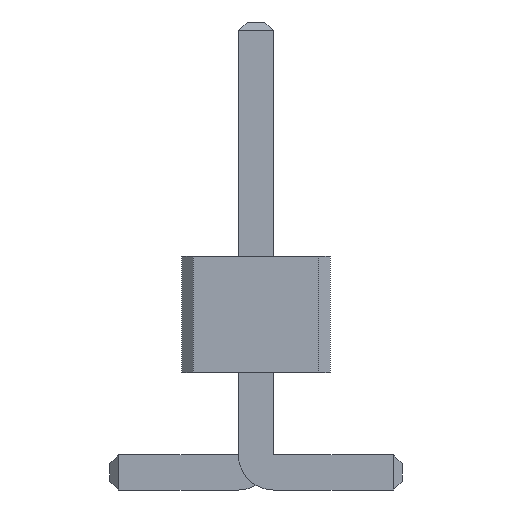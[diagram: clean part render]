
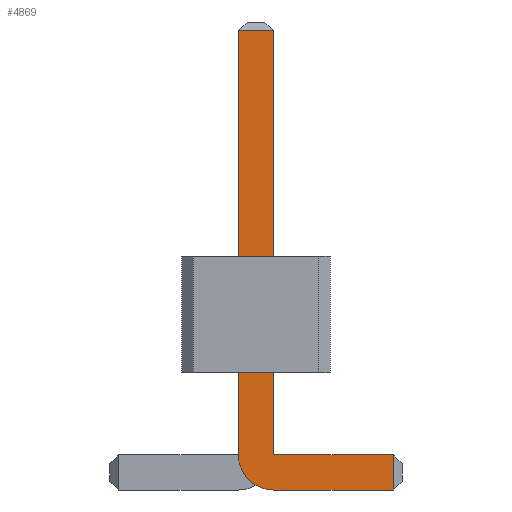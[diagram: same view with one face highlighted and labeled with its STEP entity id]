
A CAD part, front view. The second image highlights one B-rep face of the part: STEP entity #4869.
In plain terms, the highlighted planar face has unit normal (0, -1, 0).
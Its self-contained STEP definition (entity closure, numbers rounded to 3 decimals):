
#67=DIRECTION('',(1.,0.,0.));
#2207=VECTOR('',#67,1.);
#2260=DIRECTION('',(-1.,0.,0.));
#4397=VECTOR('',#2260,1.);
#4678=DIRECTION('',(-0.,1.,0.));
#4679=DIRECTION('',(0.,0.,-1.));
#4686=VECTOR('',#4687,1.);
#4687=DIRECTION('',(0.,0.,1.));
#4698=VECTOR('',#4679,1.);
#4710=DIRECTION('',(0.,1.,0.));
#4711=DIRECTION('',(1.,0.,0.));
#4718=VERTEX_POINT('',#4719);
#4719=CARTESIAN_POINT('',(1.175,-18.65,0.));
#4722=ORIENTED_EDGE('',*,*,#4723,.T.);
#4723=EDGE_CURVE('',#4718,#4724,#4726,.T.);
#4724=VERTEX_POINT('',#4725);
#4725=CARTESIAN_POINT('',(0.15,-18.65,0.));
#4726=LINE('',#4727,#4397);
#4727=CARTESIAN_POINT('',(1.25,-18.65,0.));
#4764=VERTEX_POINT('',#4765);
#4765=CARTESIAN_POINT('',(-0.15,-18.65,0.3));
#4768=EDGE_CURVE('',#4724,#4764,#4769,.T.);
#4769=CIRCLE('',#4770,0.3);
#4770=AXIS2_PLACEMENT_3D('',#4771,#4678,#4679);
#4771=CARTESIAN_POINT('',(0.15,-18.65,0.3));
#4780=VERTEX_POINT('',#4771);
#4782=ORIENTED_EDGE('',*,*,#4783,.T.);
#4783=EDGE_CURVE('',#4780,#4784,#4786,.T.);
#4784=VERTEX_POINT('',#4785);
#4785=CARTESIAN_POINT('',(1.175,-18.65,0.3));
#4786=LINE('',#4771,#2207);
#4796=ORIENTED_EDGE('',*,*,#4797,.T.);
#4797=EDGE_CURVE('',#4764,#4798,#4800,.T.);
#4798=VERTEX_POINT('',#4799);
#4799=CARTESIAN_POINT('',(-0.15,-18.65,3.925));
#4800=LINE('',#4801,#4686);
#4801=CARTESIAN_POINT('',(-0.15,-18.65,0.));
#4814=VERTEX_POINT('',#4815);
#4815=CARTESIAN_POINT('',(0.15,-18.65,3.925));
#4817=ORIENTED_EDGE('',*,*,#4818,.T.);
#4818=EDGE_CURVE('',#4814,#4780,#4819,.T.);
#4819=LINE('',#4820,#4698);
#4820=CARTESIAN_POINT('',(0.15,-18.65,4.));
#4869=ADVANCED_FACE('',(#4870),#4879,.F.);
#4870=FACE_BOUND('',#4871,.F.);
#4871=EDGE_LOOP('',(#4722,#4872,#4796,#4873,#4817,#4782,#4876));
#4872=ORIENTED_EDGE('',*,*,#4768,.T.);
#4873=ORIENTED_EDGE('',*,*,#4874,.T.);
#4874=EDGE_CURVE('',#4798,#4814,#4875,.T.);
#4875=LINE('',#4799,#2207);
#4876=ORIENTED_EDGE('',*,*,#4877,.T.);
#4877=EDGE_CURVE('',#4784,#4718,#4878,.T.);
#4878=LINE('',#4785,#4698);
#4879=PLANE('',#4880);
#4880=AXIS2_PLACEMENT_3D('',#4881,#4710,#4711);
#4881=CARTESIAN_POINT('',(0.173,-18.65,1.623));
